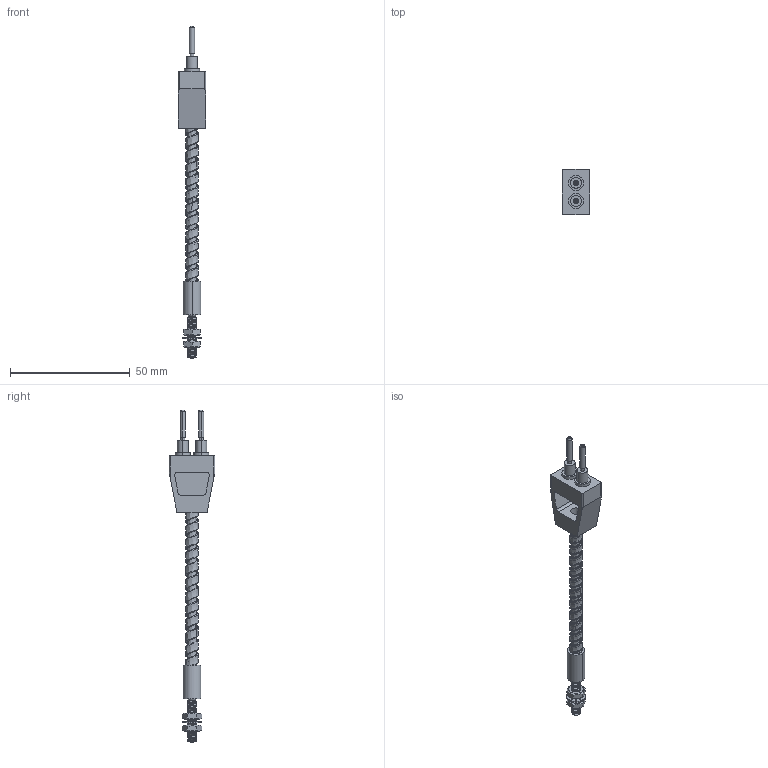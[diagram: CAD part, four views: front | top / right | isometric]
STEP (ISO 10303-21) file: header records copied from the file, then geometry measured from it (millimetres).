
FILE_DESCRIPTION((''),'2;1');
FILE_NAME('188742_ASM','2016-01-12T',('pdmadmin'),(''),'PRO/ENGINEER BY PARAMETRIC TECHNOLOGY CORPORATION, 2013230','PRO/ENGINEER BY PARAMETRIC TECHNOLOGY CORPORATION, 2013230','');
FILE_SCHEMA(('CONFIG_CONTROL_DESIGN'));
Length unit declared in the file: inch
Products named in the file (8): 40197; 15498; 39365; 39239; 40845; 40844; FIBER_CORE_9X_-25_01_1X_-5_02SM; 188742_ASM
Assembly tree (9 placements, depth 2):
  188742_ASM
    40197
    15498
    39365  x2
    39239
    40845
    40844  x2
    FIBER_CORE_9X_-25_01_1X_-5_02SM
Bounding box: 11.43 x 19.05 x 138.67 mm (x, y, z)
Volume: 4577.9 mm3; surface area: 7814.2 mm2
Topology: 19 solids, 21 shells, 773 faces, 2040 edges, 1330 vertices
Faces by surface type: plane 355, cylinder 304, bspline 76, cone 32, torus 6
Entity records: 40186 total; most frequent: CARTESIAN_POINT 22058, ORIENTED_EDGE 3868, DIRECTION 3568, EDGE_CURVE 1936, VERTEX_POINT 1266, VECTOR 1220, LINE 1220, AXIS2_PLACEMENT_3D 1174
